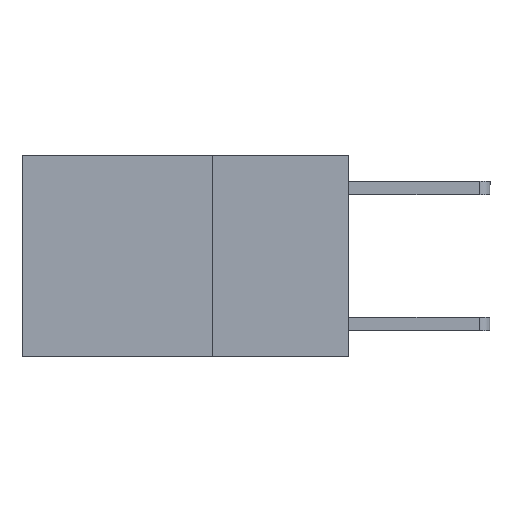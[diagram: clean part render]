
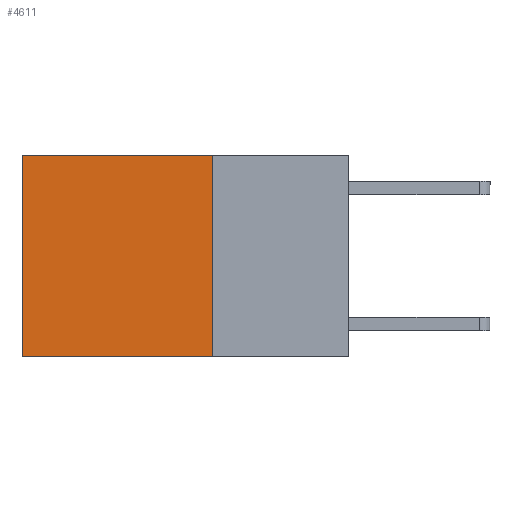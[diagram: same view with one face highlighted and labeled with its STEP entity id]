
A CAD part, left-side view. The second image highlights one B-rep face of the part: STEP entity #4611.
In plain terms, the highlighted planar face has unit normal (-1, 0, 0).
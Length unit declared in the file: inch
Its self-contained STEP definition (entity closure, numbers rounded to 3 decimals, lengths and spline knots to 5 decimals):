
#23 = EDGE_CURVE ( 'NONE', #7057, #1064, #6485, .T. ) ;
#300 = CARTESIAN_POINT ( 'NONE',  ( 0.2625, 0.6, 0. ) ) ;
#477 = VERTEX_POINT ( 'NONE', #5854 ) ;
#603 = AXIS2_PLACEMENT_3D ( 'NONE', #7510, #4410, #6756 ) ;
#617 = VECTOR ( 'NONE', #5778, 39.37008 ) ;
#704 = CARTESIAN_POINT ( 'NONE',  ( 0.2625, 0.6, 0. ) ) ;
#779 = DIRECTION ( 'NONE',  ( 0., 0., -1. ) ) ;
#1064 = VERTEX_POINT ( 'NONE', #300 ) ;
#2399 = VECTOR ( 'NONE', #7406, 39.37008 ) ;
#3311 = CARTESIAN_POINT ( 'NONE',  ( 0.2625, 0.25, 0. ) ) ;
#3666 = CARTESIAN_POINT ( 'NONE',  ( 0.2625, 0.25, 0. ) ) ;
#3948 = LINE ( 'NONE', #704, #6879 ) ;
#4267 = DIRECTION ( 'NONE',  ( 0., 1., 0. ) ) ;
#4410 = DIRECTION ( 'NONE',  ( 1., 0., 0. ) ) ;
#4418 = CARTESIAN_POINT ( 'NONE',  ( 0.2625, 0.25, 0. ) ) ;
#4423 = CARTESIAN_POINT ( 'NONE',  ( 0.2625, 0.25, -0.37 ) ) ;
#4611 = ADVANCED_FACE ( 'NONE', ( #6832 ), #6186, .F. ) ;
#4782 = EDGE_CURVE ( 'NONE', #1064, #477, #3948, .T. ) ;
#5496 = EDGE_CURVE ( 'NONE', #7057, #5653, #7318, .T. ) ;
#5513 = ORIENTED_EDGE ( 'NONE', *, *, #4782, .T. ) ;
#5579 = ORIENTED_EDGE ( 'NONE', *, *, #8154, .F. ) ;
#5653 = VERTEX_POINT ( 'NONE', #4423 ) ;
#5778 = DIRECTION ( 'NONE',  ( 0., 1., 0. ) ) ;
#5854 = CARTESIAN_POINT ( 'NONE',  ( 0.2625, 0.6, -0.37 ) ) ;
#6186 = PLANE ( 'NONE',  #603 ) ;
#6485 = LINE ( 'NONE', #3311, #617 ) ;
#6756 = DIRECTION ( 'NONE',  ( 0., 0., -1. ) ) ;
#6822 = ORIENTED_EDGE ( 'NONE', *, *, #5496, .F. ) ;
#6832 = FACE_OUTER_BOUND ( 'NONE', #6984, .T. ) ;
#6879 = VECTOR ( 'NONE', #779, 39.37008 ) ;
#6984 = EDGE_LOOP ( 'NONE', ( #5513, #5579, #6822, #7945 ) ) ;
#7057 = VERTEX_POINT ( 'NONE', #4418 ) ;
#7226 = CARTESIAN_POINT ( 'NONE',  ( 0.2625, 0.25, -0.37 ) ) ;
#7318 = LINE ( 'NONE', #3666, #2399 ) ;
#7362 = LINE ( 'NONE', #7226, #7987 ) ;
#7406 = DIRECTION ( 'NONE',  ( 0., 0., -1. ) ) ;
#7510 = CARTESIAN_POINT ( 'NONE',  ( 0.2625, 0.25, 0. ) ) ;
#7945 = ORIENTED_EDGE ( 'NONE', *, *, #23, .T. ) ;
#7987 = VECTOR ( 'NONE', #4267, 39.37008 ) ;
#8154 = EDGE_CURVE ( 'NONE', #5653, #477, #7362, .T. ) ;
